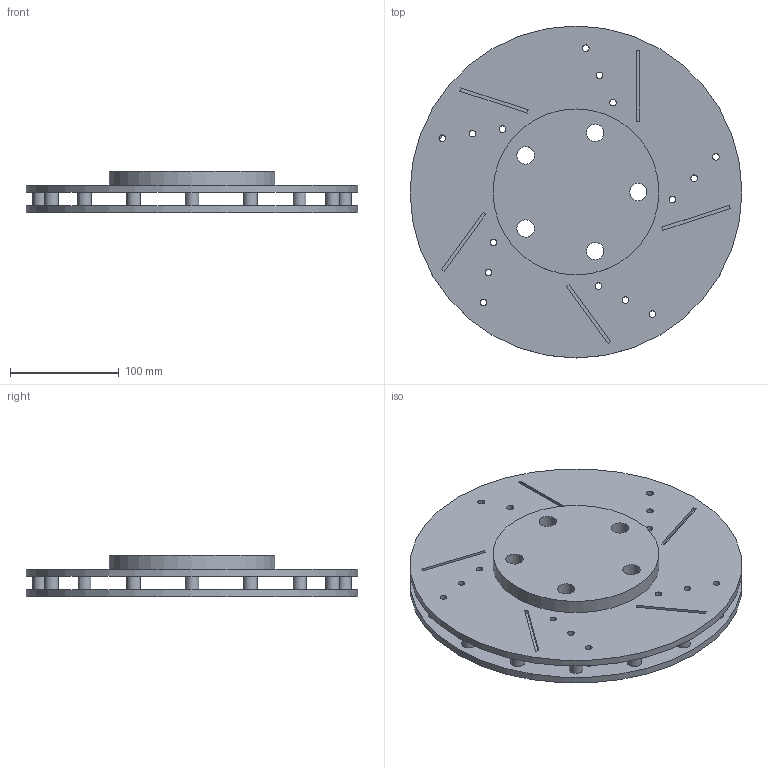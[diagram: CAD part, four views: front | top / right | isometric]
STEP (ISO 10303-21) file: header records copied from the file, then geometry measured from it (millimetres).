
FILE_DESCRIPTION((('zoo.dev export')), '2;1');
FILE_NAME('dump.step', '2024-12-02T20:43:30.967356871+00:00', ('Author unknown'), ('Organization unknown'), 'zoo.dev beta', 'zoo.dev', 'Authorization unknown');
FILE_SCHEMA(('AP203_CONFIGURATION_CONTROLLED_3D_DESIGN_OF_MECHANICAL_PARTS_AND_ASSEMBLIES_MIM_LF'));
Length unit declared in the file: metre
Products named in the file (19): UNIDENTIFIED_PRODUCT
Bounding box: 304.8 x 304.8 x 38.1 mm (x, y, z)
Volume: 1146680.2 mm3; surface area: 365319.7 mm2
Topology: 19 solids, 19 shells, 152 faces, 312 edges, 208 vertices
Faces by surface type: plane 88, cylinder 64
Full cylindrical faces by diameter (mm): 6.096 x30, 12.7 x16, 16.002 x15, 152.4 x1, 304.8 x2
Entity records: 4211 total; most frequent: CARTESIAN_POINT 672, DIRECTION 656, ORIENTED_EDGE 496, EDGE_LOOP 316, FACE_BOUND 316, EDGE_CURVE 312, AXIS2_PLACEMENT_3D 280, VERTEX_POINT 208
